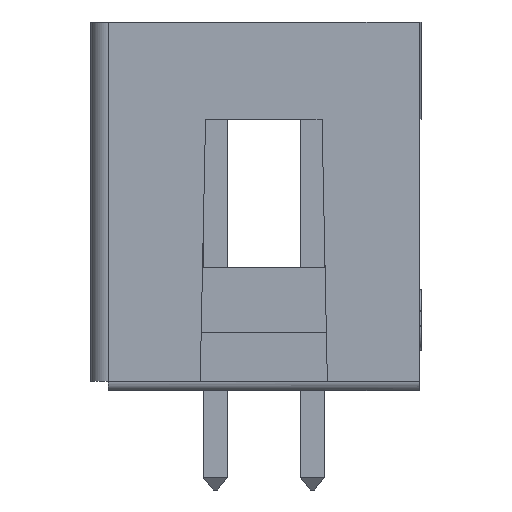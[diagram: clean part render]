
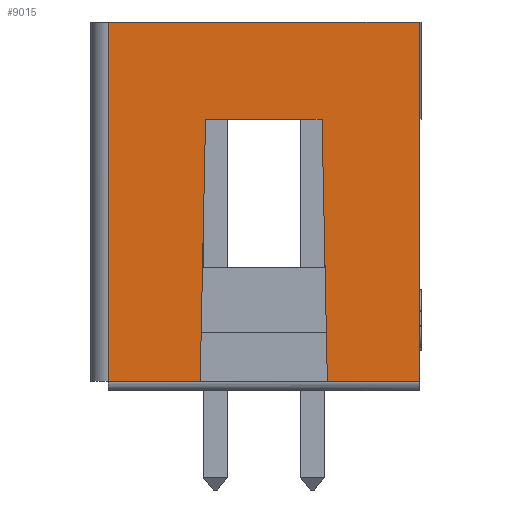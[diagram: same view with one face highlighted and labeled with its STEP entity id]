
A CAD part, left-side view. The second image highlights one B-rep face of the part: STEP entity #9015.
In plain terms, the highlighted planar face has unit normal (-1, 0, 0).
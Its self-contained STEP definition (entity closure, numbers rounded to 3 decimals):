
#5352 = VERTEX_POINT('',#5353);
#5353 = CARTESIAN_POINT('',(-20.371,-1.727,6.858));
#5362 = EDGE_CURVE('',#5363,#5352,#5365,.T.);
#5363 = VERTEX_POINT('',#5364);
#5364 = CARTESIAN_POINT('',(-20.371,1.321,6.858));
#5365 = B_SPLINE_CURVE_WITH_KNOTS('',3,(#5366,#5367,#5368,#5369),
  .UNSPECIFIED.,.F.,.F.,(4,4),(0.,1.),.PIECEWISE_BEZIER_KNOTS.);
#5366 = CARTESIAN_POINT('',(-20.371,1.321,6.858));
#5367 = CARTESIAN_POINT('',(-20.371,0.305,6.858));
#5368 = CARTESIAN_POINT('',(-20.371,-0.711,6.858));
#5369 = CARTESIAN_POINT('',(-20.371,-1.727,6.858));
#7281 = EDGE_CURVE('',#7282,#7284,#7286,.T.);
#7282 = VERTEX_POINT('',#7283);
#7283 = CARTESIAN_POINT('',(-20.371,3.861,9.398));
#7284 = VERTEX_POINT('',#7285);
#7285 = CARTESIAN_POINT('',(-20.371,3.861,0.));
#7286 = B_SPLINE_CURVE_WITH_KNOTS('',3,(#7287,#7288,#7289,#7290),
  .UNSPECIFIED.,.F.,.F.,(4,4),(0.,1.),.PIECEWISE_BEZIER_KNOTS.);
#7287 = CARTESIAN_POINT('',(-20.371,3.861,9.398));
#7288 = CARTESIAN_POINT('',(-20.371,3.861,
    6.265));
#7289 = CARTESIAN_POINT('',(-20.371,3.861,
    3.133));
#7290 = CARTESIAN_POINT('',(-20.371,3.861,0.));
#8968 = VERTEX_POINT('',#8969);
#8969 = CARTESIAN_POINT('',(-20.371,-4.267,0.));
#8976 = EDGE_CURVE('',#8977,#8968,#8979,.T.);
#8977 = VERTEX_POINT('',#8978);
#8978 = CARTESIAN_POINT('',(-20.371,-1.867,0.));
#8979 = B_SPLINE_CURVE_WITH_KNOTS('',3,(#8980,#8981,#8982,#8983),
  .UNSPECIFIED.,.F.,.F.,(4,4),(0.,1.),.PIECEWISE_BEZIER_KNOTS.);
#8980 = CARTESIAN_POINT('',(-20.371,-1.867,0.));
#8981 = CARTESIAN_POINT('',(-20.371,-2.667,0.));
#8982 = CARTESIAN_POINT('',(-20.371,-3.467,0.));
#8983 = CARTESIAN_POINT('',(-20.371,-4.267,0.));
#8994 = VERTEX_POINT('',#8995);
#8995 = CARTESIAN_POINT('',(-20.371,1.461,0.));
#9002 = EDGE_CURVE('',#7284,#8994,#9003,.T.);
#9003 = B_SPLINE_CURVE_WITH_KNOTS('',3,(#9004,#9005,#9006,#9007),
  .UNSPECIFIED.,.F.,.F.,(4,4),(0.,1.),.PIECEWISE_BEZIER_KNOTS.);
#9004 = CARTESIAN_POINT('',(-20.371,3.861,0.));
#9005 = CARTESIAN_POINT('',(-20.371,3.061,0.));
#9006 = CARTESIAN_POINT('',(-20.371,2.261,0.));
#9007 = CARTESIAN_POINT('',(-20.371,1.461,0.));
#9015 = ADVANCED_FACE('',(#9016),#9052,.T.);
#9016 = FACE_BOUND('',#9017,.T.);
#9017 = EDGE_LOOP('',(#9018,#9027,#9034,#9035,#9036,#9043,#9044,#9051));
#9018 = ORIENTED_EDGE('',*,*,#9019,.T.);
#9019 = EDGE_CURVE('',#8968,#9020,#9022,.T.);
#9020 = VERTEX_POINT('',#9021);
#9021 = CARTESIAN_POINT('',(-20.371,-4.267,9.398));
#9022 = B_SPLINE_CURVE_WITH_KNOTS('',3,(#9023,#9024,#9025,#9026),
  .UNSPECIFIED.,.F.,.F.,(4,4),(0.,1.),.PIECEWISE_BEZIER_KNOTS.);
#9023 = CARTESIAN_POINT('',(-20.371,-4.267,0.));
#9024 = CARTESIAN_POINT('',(-20.371,-4.267,
    3.133));
#9025 = CARTESIAN_POINT('',(-20.371,-4.267,
    6.265));
#9026 = CARTESIAN_POINT('',(-20.371,-4.267,9.398));
#9027 = ORIENTED_EDGE('',*,*,#9028,.F.);
#9028 = EDGE_CURVE('',#7282,#9020,#9029,.T.);
#9029 = B_SPLINE_CURVE_WITH_KNOTS('',3,(#9030,#9031,#9032,#9033),
  .UNSPECIFIED.,.F.,.F.,(4,4),(0.,1.),.PIECEWISE_BEZIER_KNOTS.);
#9030 = CARTESIAN_POINT('',(-20.371,3.861,9.398));
#9031 = CARTESIAN_POINT('',(-20.371,1.151,9.398));
#9032 = CARTESIAN_POINT('',(-20.371,-1.558,9.398));
#9033 = CARTESIAN_POINT('',(-20.371,-4.267,9.398));
#9034 = ORIENTED_EDGE('',*,*,#7281,.T.);
#9035 = ORIENTED_EDGE('',*,*,#9002,.T.);
#9036 = ORIENTED_EDGE('',*,*,#9037,.F.);
#9037 = EDGE_CURVE('',#5363,#8994,#9038,.T.);
#9038 = B_SPLINE_CURVE_WITH_KNOTS('',3,(#9039,#9040,#9041,#9042),
  .UNSPECIFIED.,.F.,.F.,(4,4),(0.,1.),.PIECEWISE_BEZIER_KNOTS.);
#9039 = CARTESIAN_POINT('',(-20.371,1.321,6.858));
#9040 = CARTESIAN_POINT('',(-20.371,1.367,4.572));
#9041 = CARTESIAN_POINT('',(-20.371,1.414,2.286));
#9042 = CARTESIAN_POINT('',(-20.371,1.461,0.));
#9043 = ORIENTED_EDGE('',*,*,#5362,.T.);
#9044 = ORIENTED_EDGE('',*,*,#9045,.F.);
#9045 = EDGE_CURVE('',#8977,#5352,#9046,.T.);
#9046 = B_SPLINE_CURVE_WITH_KNOTS('',3,(#9047,#9048,#9049,#9050),
  .UNSPECIFIED.,.F.,.F.,(4,4),(0.,1.),.PIECEWISE_BEZIER_KNOTS.);
#9047 = CARTESIAN_POINT('',(-20.371,-1.867,0.));
#9048 = CARTESIAN_POINT('',(-20.371,-1.82,2.286));
#9049 = CARTESIAN_POINT('',(-20.371,-1.774,4.572));
#9050 = CARTESIAN_POINT('',(-20.371,-1.727,6.858));
#9051 = ORIENTED_EDGE('',*,*,#8976,.T.);
#9052 = PLANE('',#9053);
#9053 = AXIS2_PLACEMENT_3D('',#9054,#9055,#9056);
#9054 = CARTESIAN_POINT('',(-20.371,-8.331,-4.699));
#9055 = DIRECTION('',(-1.,0.,0.));
#9056 = DIRECTION('',(0.,0.,-1.));
